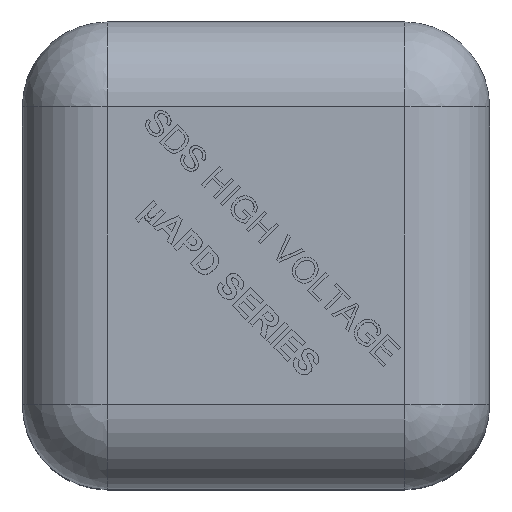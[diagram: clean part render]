
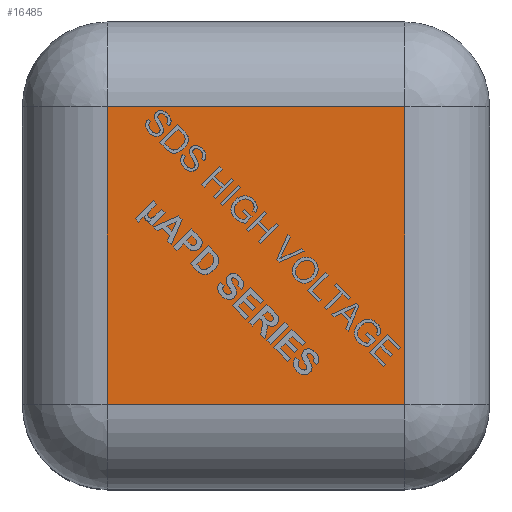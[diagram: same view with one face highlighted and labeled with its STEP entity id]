
A CAD part, top view. The second image highlights one B-rep face of the part: STEP entity #16485.
In plain terms, the highlighted planar face has unit normal (0, 0, 1).
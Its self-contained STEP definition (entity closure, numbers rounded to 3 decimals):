
#15935 = VERTEX_POINT('',#15936);
#15936 = CARTESIAN_POINT('',(-3.5,3.5,13.));
#15943 = EDGE_CURVE('',#15935,#15944,#15946,.T.);
#15944 = VERTEX_POINT('',#15945);
#15945 = CARTESIAN_POINT('',(-3.5,-3.5,13.));
#15946 = LINE('',#15947,#15948);
#15947 = CARTESIAN_POINT('',(-3.5,3.5,13.));
#15948 = VECTOR('',#15949,1.);
#15949 = DIRECTION('',(0.,-1.,0.));
#16485 = ADVANCED_FACE('',(#16486),#16511,.T.);
#16486 = FACE_BOUND('',#16487,.T.);
#16487 = EDGE_LOOP('',(#16488,#16496,#16504,#16510));
#16488 = ORIENTED_EDGE('',*,*,#16489,.T.);
#16489 = EDGE_CURVE('',#15944,#16490,#16492,.T.);
#16490 = VERTEX_POINT('',#16491);
#16491 = CARTESIAN_POINT('',(3.5,-3.5,13.));
#16492 = LINE('',#16493,#16494);
#16493 = CARTESIAN_POINT('',(-3.5,-3.5,13.));
#16494 = VECTOR('',#16495,1.);
#16495 = DIRECTION('',(1.,0.,0.));
#16496 = ORIENTED_EDGE('',*,*,#16497,.T.);
#16497 = EDGE_CURVE('',#16490,#16498,#16500,.T.);
#16498 = VERTEX_POINT('',#16499);
#16499 = CARTESIAN_POINT('',(3.5,3.5,13.));
#16500 = LINE('',#16501,#16502);
#16501 = CARTESIAN_POINT('',(3.5,-3.5,13.));
#16502 = VECTOR('',#16503,1.);
#16503 = DIRECTION('',(0.,1.,0.));
#16504 = ORIENTED_EDGE('',*,*,#16505,.T.);
#16505 = EDGE_CURVE('',#16498,#15935,#16506,.T.);
#16506 = LINE('',#16507,#16508);
#16507 = CARTESIAN_POINT('',(3.5,3.5,13.));
#16508 = VECTOR('',#16509,1.);
#16509 = DIRECTION('',(-1.,0.,0.));
#16510 = ORIENTED_EDGE('',*,*,#15943,.T.);
#16511 = PLANE('',#16512);
#16512 = AXIS2_PLACEMENT_3D('',#16513,#16514,#16515);
#16513 = CARTESIAN_POINT('',(0.,0.,13.));
#16514 = DIRECTION('',(0.,0.,1.));
#16515 = DIRECTION('',(1.,0.,0.));
